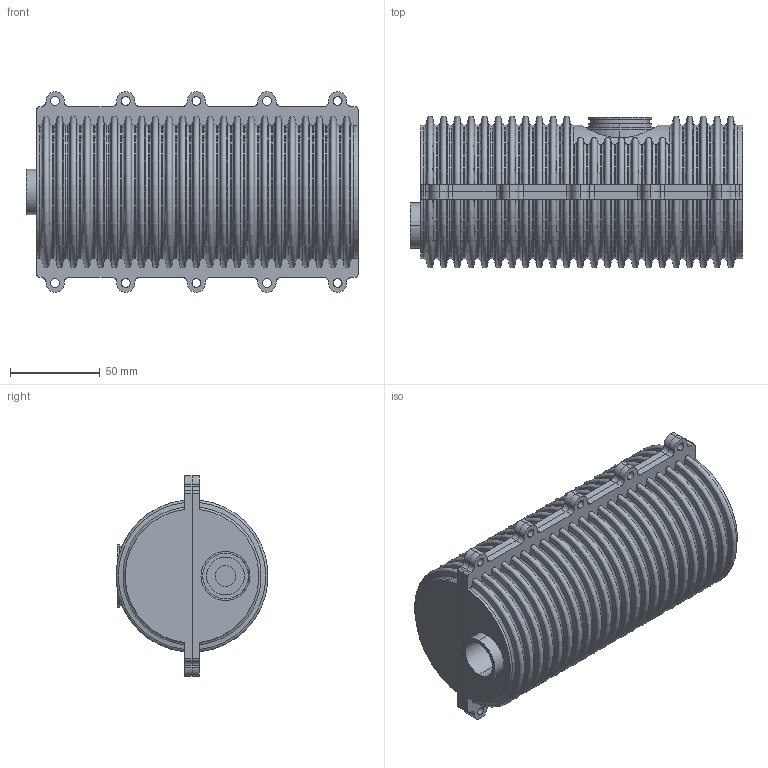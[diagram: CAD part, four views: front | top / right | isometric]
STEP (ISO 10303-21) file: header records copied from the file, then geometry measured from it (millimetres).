
FILE_DESCRIPTION (( 'STEP AP214' ), '1' );
FILE_NAME ('Shell.STEP', '2017-08-11T12:24:57', ( 'A' ), ( 'Microsoft' ), 'SwSTEP 2.0', 'SolidWorks 2017', '' );
FILE_SCHEMA (( 'AUTOMOTIVE_DESIGN' ));
Length unit declared in the file: inch
Products named in the file (1): Shell
Bounding box: 185.08 x 84.61 x 111.76 mm (x, y, z)
Surface area: 234212.2 mm2 (no closed solid volume)
Topology: 0 solids, 30 shells, 766 faces, 2231 edges, 1508 vertices
Faces by surface type: cylinder 282, plane 205, torus 159, cone 120
Entity records: 34806 total; most frequent: CARTESIAN_POINT 14717, ORIENTED_EDGE 4249, DIRECTION 4061, EDGE_CURVE 2229, AXIS2_PLACEMENT_3D 1628, VERTEX_POINT 1506, EDGE_LOOP 882, CIRCLE 861
